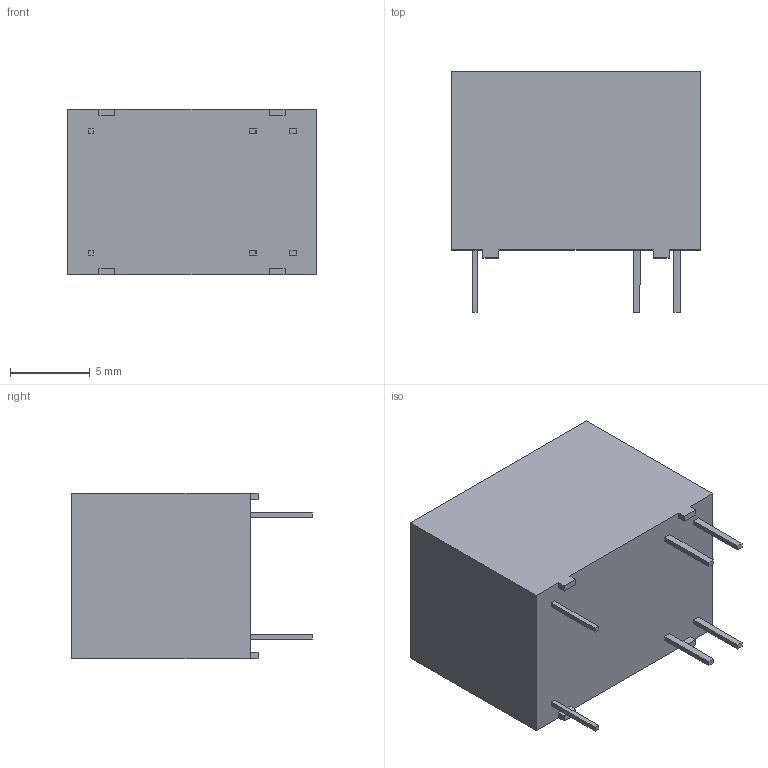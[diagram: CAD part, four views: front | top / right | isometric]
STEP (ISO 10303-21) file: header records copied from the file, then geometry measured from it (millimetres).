
FILE_DESCRIPTION (( 'STEP AP214' ), '1' );
FILE_NAME ('HJR-4102-L-05V.STEP', '2020-07-23T01:54:38', ( '' ), ( '' ), 'SwSTEP 2.0', 'SolidWorks 2017', '' );
FILE_SCHEMA (( 'AUTOMOTIVE_DESIGN' ));
Length unit declared in the file: millimetre
Products named in the file (1): HJR-4102-L-05V
Bounding box: 15.7 x 15.1 x 10.4 mm (x, y, z)
Volume: 1832.2 mm3; surface area: 950.2 mm2
Topology: 7 solids, 7 shells, 58 faces, 132 edges, 88 vertices
Faces by surface type: plane 58
Entity records: 1684 total; most frequent: CARTESIAN_POINT 279, ORIENTED_EDGE 264, DIRECTION 250, VECTOR 132, EDGE_CURVE 132, LINE 132, VERTEX_POINT 88, AXIS2_PLACEMENT_3D 59
